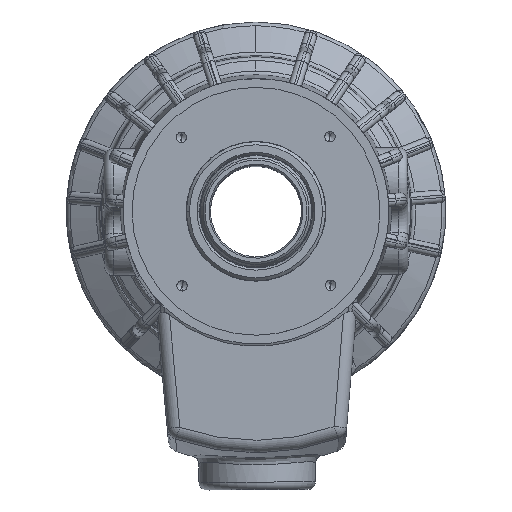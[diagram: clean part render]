
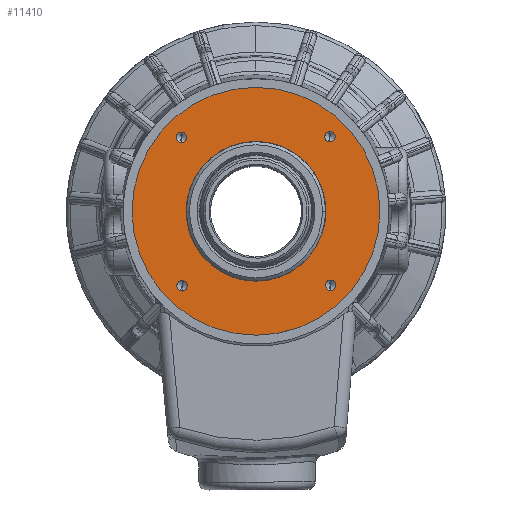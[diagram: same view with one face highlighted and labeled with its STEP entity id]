
A CAD part, top view. The second image highlights one B-rep face of the part: STEP entity #11410.
In plain terms, the highlighted face is planar.
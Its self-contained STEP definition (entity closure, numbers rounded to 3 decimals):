
#185 = AXIS2_PLACEMENT_3D ( 'NONE', #820, #10708, #24467 ) ;
#267 = EDGE_LOOP ( 'NONE', ( #1345, #8299 ) ) ;
#460 = CIRCLE ( 'NONE', #10430, 2.05 ) ;
#603 = EDGE_LOOP ( 'NONE', ( #9505, #21817 ) ) ;
#820 = CARTESIAN_POINT ( 'NONE',  ( 0., 126., -110. ) ) ;
#1084 = CARTESIAN_POINT ( 'NONE',  ( -29.345, 126., -80.655 ) ) ;
#1121 = VERTEX_POINT ( 'NONE', #2709 ) ;
#1345 = ORIENTED_EDGE ( 'NONE', *, *, #8623, .T. ) ;
#1829 = CARTESIAN_POINT ( 'NONE',  ( -29.345, 126., -139.345 ) ) ;
#2189 = ORIENTED_EDGE ( 'NONE', *, *, #8657, .T. ) ;
#2709 = CARTESIAN_POINT ( 'NONE',  ( 0., 126., -137.625 ) ) ;
#2813 = CIRCLE ( 'NONE', #11895, 27.625 ) ;
#2825 = CARTESIAN_POINT ( 'NONE',  ( 29.345, 126., -139.345 ) ) ;
#2864 = ORIENTED_EDGE ( 'NONE', *, *, #3334, .T. ) ;
#2924 = CARTESIAN_POINT ( 'NONE',  ( -29.345, 126., -80.655 ) ) ;
#3013 = CARTESIAN_POINT ( 'NONE',  ( 0., 126., -61. ) ) ;
#3076 = DIRECTION ( 'NONE',  ( 0., 0., 1. ) ) ;
#3123 = ORIENTED_EDGE ( 'NONE', *, *, #14546, .F. ) ;
#3334 = EDGE_CURVE ( 'NONE', #22123, #17809, #16304, .T. ) ;
#3714 = CARTESIAN_POINT ( 'NONE',  ( 29.345, 126., -80.655 ) ) ;
#3801 = DIRECTION ( 'NONE',  ( 0., 0., 1. ) ) ;
#4041 = VERTEX_POINT ( 'NONE', #25021 ) ;
#4495 = EDGE_CURVE ( 'NONE', #4041, #12139, #19355, .T. ) ;
#4796 = CARTESIAN_POINT ( 'NONE',  ( 0., 126., -82.375 ) ) ;
#4811 = DIRECTION ( 'NONE',  ( 0., 0., 1. ) ) ;
#4907 = DIRECTION ( 'NONE',  ( 0., 0., 1. ) ) ;
#5218 = AXIS2_PLACEMENT_3D ( 'NONE', #21502, #9707, #23484 ) ;
#5681 = DIRECTION ( 'NONE',  ( 0., 0., 1. ) ) ;
#6022 = DIRECTION ( 'NONE',  ( 0., 1., 0. ) ) ;
#6193 = VERTEX_POINT ( 'NONE', #18139 ) ;
#6459 = EDGE_CURVE ( 'NONE', #24518, #13831, #23096, .T. ) ;
#6500 = ORIENTED_EDGE ( 'NONE', *, *, #12556, .F. ) ;
#6929 = CARTESIAN_POINT ( 'NONE',  ( 0., 126., -110. ) ) ;
#7007 = CIRCLE ( 'NONE', #9538, 49. ) ;
#7291 = EDGE_LOOP ( 'NONE', ( #2189, #2864 ) ) ;
#7631 = VERTEX_POINT ( 'NONE', #4796 ) ;
#7680 = VERTEX_POINT ( 'NONE', #14920 ) ;
#7852 = AXIS2_PLACEMENT_3D ( 'NONE', #2825, #16589, #4811 ) ;
#7887 = CIRCLE ( 'NONE', #12324, 2.05 ) ;
#8299 = ORIENTED_EDGE ( 'NONE', *, *, #16515, .T. ) ;
#8336 = DIRECTION ( 'NONE',  ( 0., 1., 0. ) ) ;
#8568 = CARTESIAN_POINT ( 'NONE',  ( 29.345, 126., -141.395 ) ) ;
#8623 = EDGE_CURVE ( 'NONE', #1121, #7631, #12852, .T. ) ;
#8657 = EDGE_CURVE ( 'NONE', #17809, #22123, #7007, .T. ) ;
#8867 = FACE_BOUND ( 'NONE', #9930, .T. ) ;
#8902 = DIRECTION ( 'NONE',  ( 0., 0., -1. ) ) ;
#8961 = VERTEX_POINT ( 'NONE', #25248 ) ;
#9018 = CIRCLE ( 'NONE', #25351, 2.05 ) ;
#9165 = CARTESIAN_POINT ( 'NONE',  ( 29.345, 126., -139.345 ) ) ;
#9476 = DIRECTION ( 'NONE',  ( 0., 1., 0. ) ) ;
#9495 = FACE_BOUND ( 'NONE', #603, .T. ) ;
#9505 = ORIENTED_EDGE ( 'NONE', *, *, #15530, .F. ) ;
#9538 = AXIS2_PLACEMENT_3D ( 'NONE', #17777, #6022, #19752 ) ;
#9707 = DIRECTION ( 'NONE',  ( 0., -1., 0. ) ) ;
#9930 = EDGE_LOOP ( 'NONE', ( #21429, #3123 ) ) ;
#10001 = CARTESIAN_POINT ( 'NONE',  ( 29.345, 126., -80.655 ) ) ;
#10018 = VERTEX_POINT ( 'NONE', #18452 ) ;
#10255 = AXIS2_PLACEMENT_3D ( 'NONE', #21260, #9476, #23239 ) ;
#10430 = AXIS2_PLACEMENT_3D ( 'NONE', #1084, #14839, #3076 ) ;
#10657 = EDGE_CURVE ( 'NONE', #7680, #8961, #13396, .T. ) ;
#10708 = DIRECTION ( 'NONE',  ( 0., 1., 0. ) ) ;
#11148 = DIRECTION ( 'NONE',  ( 0., 0., 1. ) ) ;
#11410 = ADVANCED_FACE ( 'NONE', ( #8867, #9495, #24542, #14099, #18682, #13494 ), #18515, .T. ) ;
#11895 = AXIS2_PLACEMENT_3D ( 'NONE', #6929, #20666, #8902 ) ;
#11986 = DIRECTION ( 'NONE',  ( 0., 0., 1. ) ) ;
#12139 = VERTEX_POINT ( 'NONE', #17357 ) ;
#12324 = AXIS2_PLACEMENT_3D ( 'NONE', #20094, #8336, #22085 ) ;
#12556 = EDGE_CURVE ( 'NONE', #13831, #24518, #14643, .T. ) ;
#12629 = CARTESIAN_POINT ( 'NONE',  ( 0., 126., -159. ) ) ;
#12852 = CIRCLE ( 'NONE', #5218, 27.625 ) ;
#13396 = CIRCLE ( 'NONE', #14002, 2.05 ) ;
#13414 = EDGE_CURVE ( 'NONE', #6193, #10018, #460, .T. ) ;
#13494 = FACE_OUTER_BOUND ( 'NONE', #7291, .T. ) ;
#13831 = VERTEX_POINT ( 'NONE', #8568 ) ;
#14002 = AXIS2_PLACEMENT_3D ( 'NONE', #10001, #23763, #11986 ) ;
#14099 = FACE_BOUND ( 'NONE', #19971, .T. ) ;
#14515 = AXIS2_PLACEMENT_3D ( 'NONE', #9165, #22924, #11148 ) ;
#14546 = EDGE_CURVE ( 'NONE', #12139, #4041, #7887, .T. ) ;
#14643 = CIRCLE ( 'NONE', #14515, 2.05 ) ;
#14839 = DIRECTION ( 'NONE',  ( 0., 1., 0. ) ) ;
#14920 = CARTESIAN_POINT ( 'NONE',  ( 29.345, 126., -82.705 ) ) ;
#15530 = EDGE_CURVE ( 'NONE', #10018, #6193, #9018, .T. ) ;
#15559 = DIRECTION ( 'NONE',  ( 0., 1., 0. ) ) ;
#15564 = CARTESIAN_POINT ( 'NONE',  ( 29.345, 126., -137.295 ) ) ;
#15726 = EDGE_CURVE ( 'NONE', #8961, #7680, #20387, .T. ) ;
#16200 = AXIS2_PLACEMENT_3D ( 'NONE', #1829, #15559, #3801 ) ;
#16304 = CIRCLE ( 'NONE', #10255, 49. ) ;
#16515 = EDGE_CURVE ( 'NONE', #7631, #1121, #2813, .T. ) ;
#16589 = DIRECTION ( 'NONE',  ( 0., 1., 0. ) ) ;
#16681 = DIRECTION ( 'NONE',  ( 0., 1., 0. ) ) ;
#16955 = AXIS2_PLACEMENT_3D ( 'NONE', #3714, #17453, #5681 ) ;
#17357 = CARTESIAN_POINT ( 'NONE',  ( -29.345, 126., -141.395 ) ) ;
#17453 = DIRECTION ( 'NONE',  ( 0., 1., 0. ) ) ;
#17777 = CARTESIAN_POINT ( 'NONE',  ( 0., 126., -110. ) ) ;
#17809 = VERTEX_POINT ( 'NONE', #3013 ) ;
#18139 = CARTESIAN_POINT ( 'NONE',  ( -29.345, 126., -82.705 ) ) ;
#18452 = CARTESIAN_POINT ( 'NONE',  ( -29.345, 126., -78.605 ) ) ;
#18515 = PLANE ( 'NONE',  #185 ) ;
#18682 = FACE_BOUND ( 'NONE', #267, .T. ) ;
#19355 = CIRCLE ( 'NONE', #16200, 2.05 ) ;
#19752 = DIRECTION ( 'NONE',  ( 0., 0., 1. ) ) ;
#19971 = EDGE_LOOP ( 'NONE', ( #23886, #6500 ) ) ;
#20094 = CARTESIAN_POINT ( 'NONE',  ( -29.345, 126., -139.345 ) ) ;
#20387 = CIRCLE ( 'NONE', #16955, 2.05 ) ;
#20640 = ORIENTED_EDGE ( 'NONE', *, *, #15726, .F. ) ;
#20666 = DIRECTION ( 'NONE',  ( 0., -1., 0. ) ) ;
#21260 = CARTESIAN_POINT ( 'NONE',  ( 0., 126., -110. ) ) ;
#21429 = ORIENTED_EDGE ( 'NONE', *, *, #4495, .F. ) ;
#21502 = CARTESIAN_POINT ( 'NONE',  ( 0., 126., -110. ) ) ;
#21714 = EDGE_LOOP ( 'NONE', ( #20640, #22653 ) ) ;
#21817 = ORIENTED_EDGE ( 'NONE', *, *, #13414, .F. ) ;
#22085 = DIRECTION ( 'NONE',  ( 0., 0., 1. ) ) ;
#22123 = VERTEX_POINT ( 'NONE', #12629 ) ;
#22653 = ORIENTED_EDGE ( 'NONE', *, *, #10657, .F. ) ;
#22924 = DIRECTION ( 'NONE',  ( 0., 1., 0. ) ) ;
#23096 = CIRCLE ( 'NONE', #7852, 2.05 ) ;
#23239 = DIRECTION ( 'NONE',  ( 0., 0., 1. ) ) ;
#23484 = DIRECTION ( 'NONE',  ( 0., 0., -1. ) ) ;
#23763 = DIRECTION ( 'NONE',  ( 0., 1., 0. ) ) ;
#23886 = ORIENTED_EDGE ( 'NONE', *, *, #6459, .F. ) ;
#24467 = DIRECTION ( 'NONE',  ( 0., 0., 1. ) ) ;
#24518 = VERTEX_POINT ( 'NONE', #15564 ) ;
#24542 = FACE_BOUND ( 'NONE', #21714, .T. ) ;
#25021 = CARTESIAN_POINT ( 'NONE',  ( -29.345, 126., -137.295 ) ) ;
#25248 = CARTESIAN_POINT ( 'NONE',  ( 29.345, 126., -78.605 ) ) ;
#25351 = AXIS2_PLACEMENT_3D ( 'NONE', #2924, #16681, #4907 ) ;
